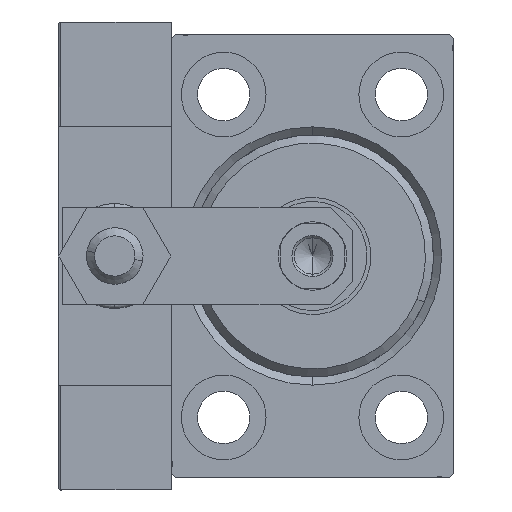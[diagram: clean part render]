
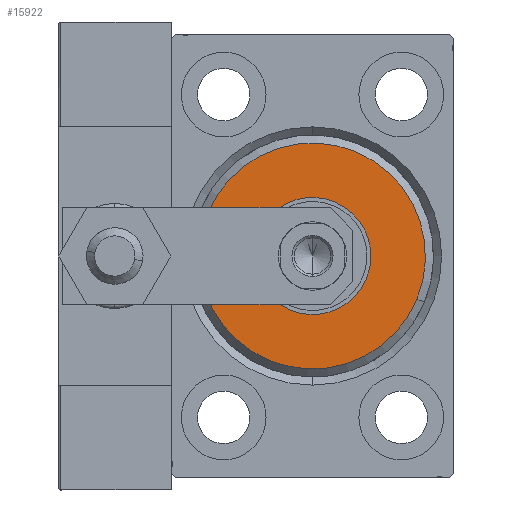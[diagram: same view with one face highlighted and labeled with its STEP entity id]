
A CAD part, left-side view. The second image highlights one B-rep face of the part: STEP entity #15922.
In plain terms, the highlighted face is planar.
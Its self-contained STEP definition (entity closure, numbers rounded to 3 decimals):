
#5088 = AXIS2_PLACEMENT_3D ( 'NONE', #12905, #9582, #24360 ) ;
#6474 = CIRCLE ( 'NONE', #33312, 7.25 ) ;
#7929 = EDGE_LOOP ( 'NONE', ( #14485, #19217 ) ) ;
#8659 = CARTESIAN_POINT ( 'NONE',  ( 3., 0., 0. ) ) ;
#9016 = AXIS2_PLACEMENT_3D ( 'NONE', #8659, #32589, #41002 ) ;
#9582 = DIRECTION ( 'NONE',  ( 1., 0., 0. ) ) ;
#10184 = CARTESIAN_POINT ( 'NONE',  ( 3., 0., 0. ) ) ;
#10377 = AXIS2_PLACEMENT_3D ( 'NONE', #10184, #41014, #18323 ) ;
#11442 = EDGE_CURVE ( 'NONE', #28870, #32767, #48507, .T. ) ;
#11940 = CARTESIAN_POINT ( 'NONE',  ( 3., 0., 0. ) ) ;
#12905 = CARTESIAN_POINT ( 'NONE',  ( 3., 0., 0. ) ) ;
#13509 = PLANE ( 'NONE',  #10377 ) ;
#14485 = ORIENTED_EDGE ( 'NONE', *, *, #26532, .T. ) ;
#15754 = DIRECTION ( 'NONE',  ( 1., 0., 0. ) ) ;
#15922 = ADVANCED_FACE ( 'NONE', ( #44588, #37694 ), #13509, .T. ) ;
#16346 = CARTESIAN_POINT ( 'NONE',  ( 3., 0., 0. ) ) ;
#18323 = DIRECTION ( 'NONE',  ( 0., 0., -1. ) ) ;
#19081 = DIRECTION ( 'NONE',  ( 0., 0., -1. ) ) ;
#19217 = ORIENTED_EDGE ( 'NONE', *, *, #11442, .T. ) ;
#19675 = DIRECTION ( 'NONE',  ( 1., 0., 0. ) ) ;
#20829 = VERTEX_POINT ( 'NONE', #49485 ) ;
#22074 = VERTEX_POINT ( 'NONE', #37317 ) ;
#22835 = EDGE_CURVE ( 'NONE', #22074, #20829, #6474, .T. ) ;
#24360 = DIRECTION ( 'NONE',  ( 0., 0., -1. ) ) ;
#26532 = EDGE_CURVE ( 'NONE', #32767, #28870, #27709, .T. ) ;
#27709 = CIRCLE ( 'NONE', #9016, 14. ) ;
#28870 = VERTEX_POINT ( 'NONE', #32876 ) ;
#29482 = CIRCLE ( 'NONE', #5088, 7.25 ) ;
#30956 = ORIENTED_EDGE ( 'NONE', *, *, #36466, .F. ) ;
#31272 = EDGE_LOOP ( 'NONE', ( #30956, #48417 ) ) ;
#31886 = DIRECTION ( 'NONE',  ( 0., 0., -1. ) ) ;
#32589 = DIRECTION ( 'NONE',  ( 1., 0., 0. ) ) ;
#32767 = VERTEX_POINT ( 'NONE', #42653 ) ;
#32876 = CARTESIAN_POINT ( 'NONE',  ( 3., 0., -14. ) ) ;
#33312 = AXIS2_PLACEMENT_3D ( 'NONE', #11940, #15754, #19081 ) ;
#36466 = EDGE_CURVE ( 'NONE', #20829, #22074, #29482, .T. ) ;
#37317 = CARTESIAN_POINT ( 'NONE',  ( 3., 0., 7.25 ) ) ;
#37694 = FACE_BOUND ( 'NONE', #31272, .T. ) ;
#41002 = DIRECTION ( 'NONE',  ( 0., 0., -1. ) ) ;
#41014 = DIRECTION ( 'NONE',  ( 1., 0., 0. ) ) ;
#42653 = CARTESIAN_POINT ( 'NONE',  ( 3., 0., 14. ) ) ;
#44415 = AXIS2_PLACEMENT_3D ( 'NONE', #16346, #19675, #31886 ) ;
#44588 = FACE_OUTER_BOUND ( 'NONE', #7929, .T. ) ;
#48417 = ORIENTED_EDGE ( 'NONE', *, *, #22835, .F. ) ;
#48507 = CIRCLE ( 'NONE', #44415, 14. ) ;
#49485 = CARTESIAN_POINT ( 'NONE',  ( 3., 0., -7.25 ) ) ;
